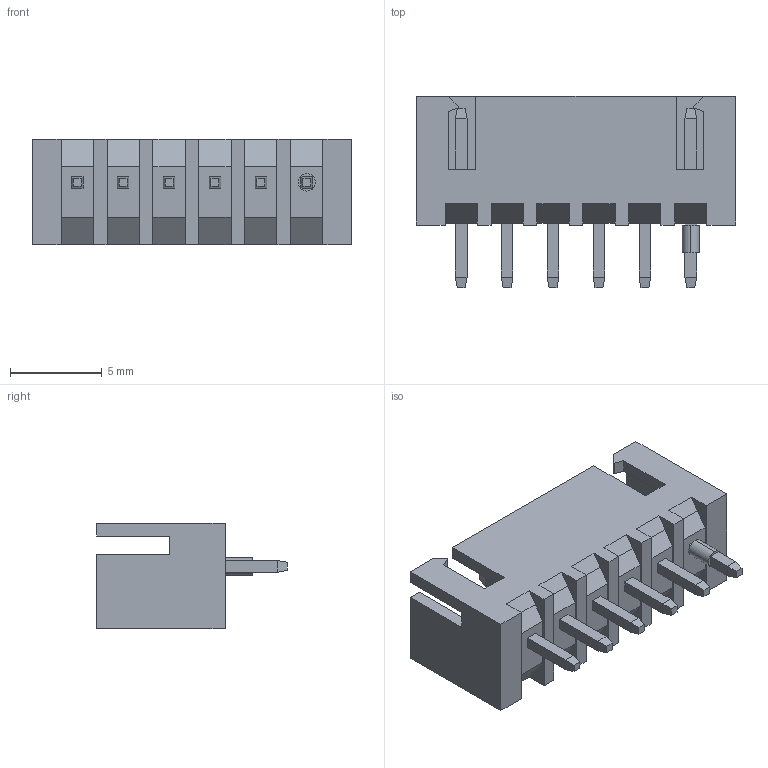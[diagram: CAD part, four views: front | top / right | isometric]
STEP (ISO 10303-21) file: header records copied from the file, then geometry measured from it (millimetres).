
FILE_DESCRIPTION (( 'STEP AP214' ), '1' );
FILE_NAME ('D0BCBFB7-7581-438A-8B17-9AAD3805069F.STEP', '2007-11-27T05:07:45', ( 'sysAdmin' ), ( 'SolidWorks' ), 'SwSTEP 2.0', 'SolidWorks 2008', '' );
FILE_SCHEMA (( 'AUTOMOTIVE_DESIGN' ));
Length unit declared in the file: millimetre
Products named in the file (1): D0BCBFB7-7581-438A-8B17-9AAD3805069F
Bounding box: 17.4 x 10.4 x 5.75 mm (x, y, z)
Volume: 247.5 mm3; surface area: 909.1 mm2
Topology: 1 solids, 1 shells, 183 faces, 453 edges, 286 vertices
Faces by surface type: plane 178, cylinder 5
Entity records: 6717 total; most frequent: CARTESIAN_POINT 923, ORIENTED_EDGE 906, DIRECTION 831, EDGE_CURVE 453, LINE 443, VECTOR 443, VERTEX_POINT 286, EDGE_LOOP 197
